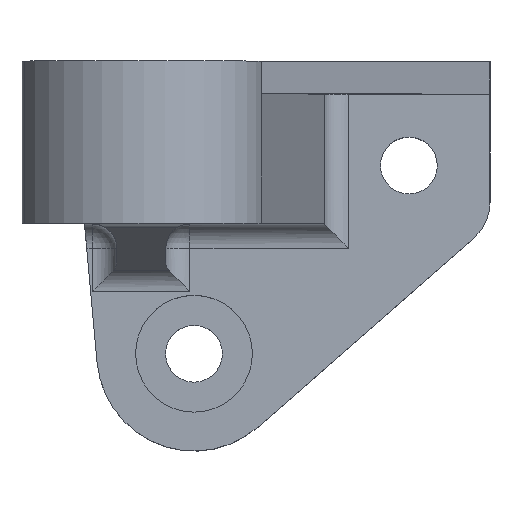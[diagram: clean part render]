
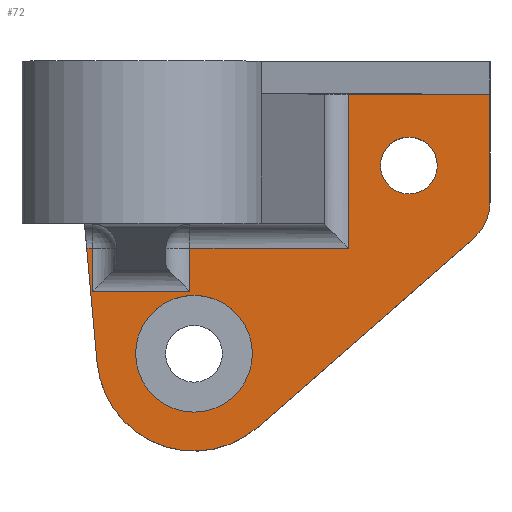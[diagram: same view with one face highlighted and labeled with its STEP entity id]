
A CAD part, top view. The second image highlights one B-rep face of the part: STEP entity #72.
In plain terms, the highlighted planar face has unit normal (0, 0, 1).
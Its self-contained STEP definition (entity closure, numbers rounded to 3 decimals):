
#9 = VERTEX_POINT ( 'NONE', #1460 ) ;
#27 = ORIENTED_EDGE ( 'NONE', *, *, #246, .T. ) ;
#43 = VERTEX_POINT ( 'NONE', #423 ) ;
#48 = ORIENTED_EDGE ( 'NONE', *, *, #157, .T. ) ;
#63 = CARTESIAN_POINT ( 'NONE',  ( -0.145, -13., -23.15 ) ) ;
#68 = EDGE_CURVE ( 'NONE', #823, #381, #137, .T. ) ;
#72 = ADVANCED_FACE ( 'NONE', ( #158, #1374, #682 ), #898, .F. ) ;
#77 = VECTOR ( 'NONE', #1210, 1000. ) ;
#84 = VERTEX_POINT ( 'NONE', #1259 ) ;
#89 = AXIS2_PLACEMENT_3D ( 'NONE', #197, #1113, #774 ) ;
#94 = CARTESIAN_POINT ( 'NONE',  ( 7.407, -17.515, -23.15 ) ) ;
#97 = CARTESIAN_POINT ( 'NONE',  ( -2.52, -13.542, -23.15 ) ) ;
#99 = EDGE_CURVE ( 'NONE', #193, #530, #183, .T. ) ;
#115 = CARTESIAN_POINT ( 'NONE',  ( 20.681, -5.896, -23.15 ) ) ;
#137 = LINE ( 'NONE', #1365, #292 ) ;
#140 = VERTEX_POINT ( 'NONE', #1265 ) ;
#155 = CARTESIAN_POINT ( 'NONE',  ( 3.455, -13., -23.15 ) ) ;
#157 = EDGE_CURVE ( 'NONE', #9, #1502, #949, .T. ) ;
#158 = FACE_BOUND ( 'NONE', #974, .T. ) ;
#159 = ORIENTED_EDGE ( 'NONE', *, *, #1466, .F. ) ;
#183 = CIRCLE ( 'NONE', #291, 1.75 ) ;
#188 = ORIENTED_EDGE ( 'NONE', *, *, #357, .T. ) ;
#193 = VERTEX_POINT ( 'NONE', #232 ) ;
#197 = CARTESIAN_POINT ( 'NONE',  ( 18.705, -3.639, -23.15 ) ) ;
#223 = VERTEX_POINT ( 'NONE', #1403 ) ;
#232 = CARTESIAN_POINT ( 'NONE',  ( 14.955, -1.4, -23.15 ) ) ;
#234 = DIRECTION ( 'NONE',  ( 1., 0., 0. ) ) ;
#246 = EDGE_CURVE ( 'NONE', #260, #1309, #1516, .T. ) ;
#251 = VECTOR ( 'NONE', #293, 1000. ) ;
#260 = VERTEX_POINT ( 'NONE', #579 ) ;
#267 = CARTESIAN_POINT ( 'NONE',  ( 3.455, -13., -23.15 ) ) ;
#280 = DIRECTION ( 'NONE',  ( 1., 0., 0. ) ) ;
#283 = EDGE_CURVE ( 'NONE', #381, #1409, #394, .T. ) ;
#291 = AXIS2_PLACEMENT_3D ( 'NONE', #1140, #1028, #905 ) ;
#292 = VECTOR ( 'NONE', #776, 1000. ) ;
#293 = DIRECTION ( 'NONE',  ( 0., 1., 0. ) ) ;
#305 = LINE ( 'NONE', #627, #251 ) ;
#312 = ORIENTED_EDGE ( 'NONE', *, *, #99, .F. ) ;
#340 = CIRCLE ( 'NONE', #89, 3. ) ;
#355 = LINE ( 'NONE', #979, #591 ) ;
#357 = EDGE_CURVE ( 'NONE', #1309, #9, #758, .T. ) ;
#359 = CARTESIAN_POINT ( 'NONE',  ( -3.295, -6.5, -23.15 ) ) ;
#381 = VERTEX_POINT ( 'NONE', #1417 ) ;
#392 = DIRECTION ( 'NONE',  ( 0., -1., 0. ) ) ;
#394 = LINE ( 'NONE', #677, #1228 ) ;
#399 = DIRECTION ( 'NONE',  ( 0., 0., -1. ) ) ;
#423 = CARTESIAN_POINT ( 'NONE',  ( 7.055, -13., -23.15 ) ) ;
#451 = AXIS2_PLACEMENT_3D ( 'NONE', #1100, #399, #1225 ) ;
#464 = DIRECTION ( 'NONE',  ( 0., 0., 1. ) ) ;
#475 = EDGE_CURVE ( 'NONE', #1502, #84, #340, .T. ) ;
#481 = AXIS2_PLACEMENT_3D ( 'NONE', #571, #464, #234 ) ;
#530 = VERTEX_POINT ( 'NONE', #558 ) ;
#540 = VECTOR ( 'NONE', #935, 1000. ) ;
#558 = CARTESIAN_POINT ( 'NONE',  ( 18.455, -1.4, -23.15 ) ) ;
#571 = CARTESIAN_POINT ( 'NONE',  ( 3.455, -13., -23.15 ) ) ;
#574 = CARTESIAN_POINT ( 'NONE',  ( -2.52, -13.542, -23.15 ) ) ;
#576 = VECTOR ( 'NONE', #589, 1000. ) ;
#579 = CARTESIAN_POINT ( 'NONE',  ( -3.159, -6.5, -23.15 ) ) ;
#583 = CARTESIAN_POINT ( 'NONE',  ( 3.205, -8.342, -23.15 ) ) ;
#588 = CIRCLE ( 'NONE', #481, 3.6 ) ;
#589 = DIRECTION ( 'NONE',  ( -1., 0., 0. ) ) ;
#591 = VECTOR ( 'NONE', #392, 1000. ) ;
#596 = ORIENTED_EDGE ( 'NONE', *, *, #947, .T. ) ;
#627 = CARTESIAN_POINT ( 'NONE',  ( -2.795, 5., -23.15 ) ) ;
#632 = ORIENTED_EDGE ( 'NONE', *, *, #1006, .T. ) ;
#658 = DIRECTION ( 'NONE',  ( 0.752, 0.659, 0. ) ) ;
#673 = EDGE_CURVE ( 'NONE', #140, #823, #697, .T. ) ;
#677 = CARTESIAN_POINT ( 'NONE',  ( 1.705, -6.5, -23.15 ) ) ;
#682 = FACE_OUTER_BOUND ( 'NONE', #1521, .T. ) ;
#697 = LINE ( 'NONE', #835, #77 ) ;
#713 = LINE ( 'NONE', #583, #1247 ) ;
#758 = CIRCLE ( 'NONE', #1427, 6. ) ;
#760 = VECTOR ( 'NONE', #658, 1000. ) ;
#774 = DIRECTION ( 'NONE',  ( -1., 0., 0. ) ) ;
#776 = DIRECTION ( 'NONE',  ( 0., -1., 0. ) ) ;
#781 = EDGE_CURVE ( 'NONE', #223, #1073, #305, .T. ) ;
#805 = ORIENTED_EDGE ( 'NONE', *, *, #283, .T. ) ;
#810 = ORIENTED_EDGE ( 'NONE', *, *, #475, .T. ) ;
#811 = DIRECTION ( 'NONE',  ( 0., -1., 0. ) ) ;
#823 = VERTEX_POINT ( 'NONE', #1449 ) ;
#835 = CARTESIAN_POINT ( 'NONE',  ( 11.705, 3., -23.15 ) ) ;
#844 = DIRECTION ( 'NONE',  ( 1., 0., 0. ) ) ;
#848 = EDGE_CURVE ( 'NONE', #140, #84, #355, .T. ) ;
#865 = ORIENTED_EDGE ( 'NONE', *, *, #68, .T. ) ;
#898 = PLANE ( 'NONE',  #451 ) ;
#899 = VERTEX_POINT ( 'NONE', #63 ) ;
#905 = DIRECTION ( 'NONE',  ( 1., 0., 0. ) ) ;
#919 = ORIENTED_EDGE ( 'NONE', *, *, #673, .T. ) ;
#935 = DIRECTION ( 'NONE',  ( -1., 0., 0. ) ) ;
#939 = CARTESIAN_POINT ( 'NONE',  ( 3.205, -6.5, -23.15 ) ) ;
#947 = EDGE_CURVE ( 'NONE', #1409, #1096, #713, .T. ) ;
#949 = LINE ( 'NONE', #94, #760 ) ;
#955 = ORIENTED_EDGE ( 'NONE', *, *, #1049, .T. ) ;
#956 = DIRECTION ( 'NONE',  ( 0., 0., 1. ) ) ;
#964 = CARTESIAN_POINT ( 'NONE',  ( -2.795, -6.5, -23.15 ) ) ;
#974 = EDGE_LOOP ( 'NONE', ( #1063, #1160 ) ) ;
#979 = CARTESIAN_POINT ( 'NONE',  ( 21.705, 5., -23.15 ) ) ;
#1001 = LINE ( 'NONE', #1416, #540 ) ;
#1006 = EDGE_CURVE ( 'NONE', #1073, #260, #1202, .T. ) ;
#1028 = DIRECTION ( 'NONE',  ( 0., 0., 1. ) ) ;
#1049 = EDGE_CURVE ( 'NONE', #1096, #223, #1001, .T. ) ;
#1063 = ORIENTED_EDGE ( 'NONE', *, *, #1391, .F. ) ;
#1073 = VERTEX_POINT ( 'NONE', #964 ) ;
#1075 = DIRECTION ( 'NONE',  ( -1., 0., 0. ) ) ;
#1079 = DIRECTION ( 'NONE',  ( 0., 0., 1. ) ) ;
#1087 = CARTESIAN_POINT ( 'NONE',  ( 16.705, -1.4, -23.15 ) ) ;
#1096 = VERTEX_POINT ( 'NONE', #1424 ) ;
#1100 = CARTESIAN_POINT ( 'NONE',  ( 11.705, 5., -23.15 ) ) ;
#1113 = DIRECTION ( 'NONE',  ( 0., 0., 1. ) ) ;
#1124 = AXIS2_PLACEMENT_3D ( 'NONE', #155, #1079, #844 ) ;
#1135 = AXIS2_PLACEMENT_3D ( 'NONE', #1087, #1205, #280 ) ;
#1140 = CARTESIAN_POINT ( 'NONE',  ( 16.705, -1.4, -23.15 ) ) ;
#1160 = ORIENTED_EDGE ( 'NONE', *, *, #1343, .F. ) ;
#1164 = ORIENTED_EDGE ( 'NONE', *, *, #781, .T. ) ;
#1195 = EDGE_LOOP ( 'NONE', ( #159, #312 ) ) ;
#1202 = LINE ( 'NONE', #359, #576 ) ;
#1205 = DIRECTION ( 'NONE',  ( 0., 0., 1. ) ) ;
#1210 = DIRECTION ( 'NONE',  ( -1., 0., 0. ) ) ;
#1225 = DIRECTION ( 'NONE',  ( -1., 0., 0. ) ) ;
#1228 = VECTOR ( 'NONE', #1302, 1000. ) ;
#1247 = VECTOR ( 'NONE', #811, 1000. ) ;
#1259 = CARTESIAN_POINT ( 'NONE',  ( 21.705, -3.639, -23.15 ) ) ;
#1265 = CARTESIAN_POINT ( 'NONE',  ( 21.705, 3., -23.15 ) ) ;
#1266 = CIRCLE ( 'NONE', #1135, 1.75 ) ;
#1272 = VECTOR ( 'NONE', #1297, 1000. ) ;
#1297 = DIRECTION ( 'NONE',  ( 0.09, -0.996, 0. ) ) ;
#1302 = DIRECTION ( 'NONE',  ( -1., 0., 0. ) ) ;
#1309 = VERTEX_POINT ( 'NONE', #97 ) ;
#1343 = EDGE_CURVE ( 'NONE', #899, #43, #588, .T. ) ;
#1365 = CARTESIAN_POINT ( 'NONE',  ( 12.974, -5., -23.15 ) ) ;
#1374 = FACE_BOUND ( 'NONE', #1195, .T. ) ;
#1385 = CIRCLE ( 'NONE', #1124, 3.6 ) ;
#1391 = EDGE_CURVE ( 'NONE', #43, #899, #1385, .T. ) ;
#1403 = CARTESIAN_POINT ( 'NONE',  ( -2.795, -9.166, -23.15 ) ) ;
#1409 = VERTEX_POINT ( 'NONE', #939 ) ;
#1416 = CARTESIAN_POINT ( 'NONE',  ( 11.705, -9.166, -23.15 ) ) ;
#1417 = CARTESIAN_POINT ( 'NONE',  ( 12.974, -6.5, -23.15 ) ) ;
#1424 = CARTESIAN_POINT ( 'NONE',  ( 3.205, -9.166, -23.15 ) ) ;
#1427 = AXIS2_PLACEMENT_3D ( 'NONE', #267, #956, #1075 ) ;
#1449 = CARTESIAN_POINT ( 'NONE',  ( 12.974, 3., -23.15 ) ) ;
#1460 = CARTESIAN_POINT ( 'NONE',  ( 7.407, -17.515, -23.15 ) ) ;
#1461 = ORIENTED_EDGE ( 'NONE', *, *, #848, .F. ) ;
#1466 = EDGE_CURVE ( 'NONE', #530, #193, #1266, .T. ) ;
#1502 = VERTEX_POINT ( 'NONE', #115 ) ;
#1516 = LINE ( 'NONE', #574, #1272 ) ;
#1521 = EDGE_LOOP ( 'NONE', ( #1164, #632, #27, #188, #48, #810, #1461, #919, #865, #805, #596, #955 ) ) ;
